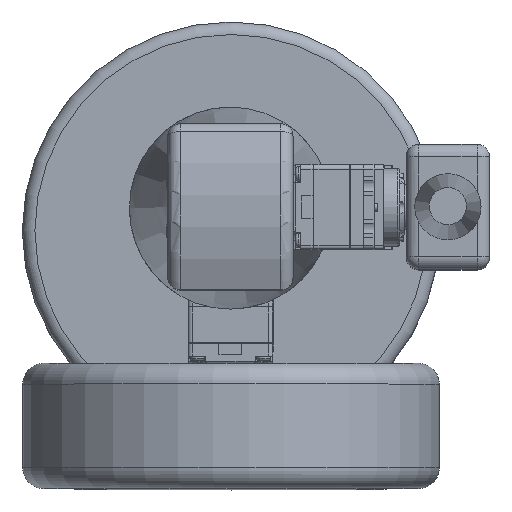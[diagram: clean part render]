
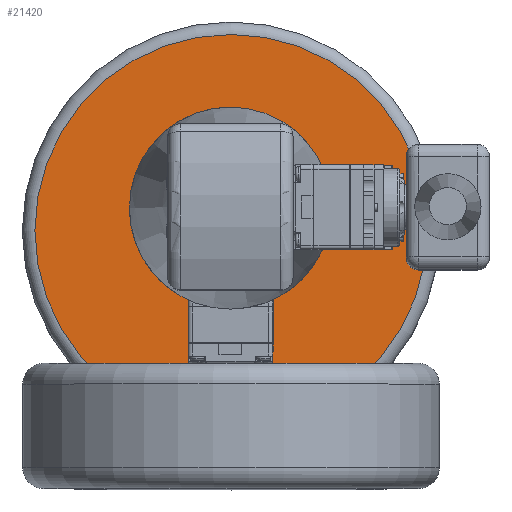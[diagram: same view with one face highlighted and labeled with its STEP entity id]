
A CAD part, top view. The second image highlights one B-rep face of the part: STEP entity #21420.
In plain terms, the highlighted planar face has unit normal (0, 0, 1).
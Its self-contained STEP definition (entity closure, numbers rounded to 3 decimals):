
#859=FACE_BOUND('',#6618,.T.);
#1436=LINE('',#33103,#3512);
#1441=LINE('',#33132,#3517);
#3512=VECTOR('',#26350,10.);
#3517=VECTOR('',#26389,10.);
#5372=FACE_OUTER_BOUND('',#6617,.T.);
#6617=EDGE_LOOP('',(#15549));
#6618=EDGE_LOOP('',(#15550,#15551,#15552,#15553));
#7855=CIRCLE('',#22997,5.);
#7858=CIRCLE('',#23002,5.);
#7859=CIRCLE('',#23004,47.);
#9140=VERTEX_POINT('',#33100);
#9141=VERTEX_POINT('',#33102);
#9143=VERTEX_POINT('',#33110);
#9145=VERTEX_POINT('',#33118);
#9146=VERTEX_POINT('',#33122);
#11519=EDGE_CURVE('',#9141,#9140,#1436,.T.);
#11523=EDGE_CURVE('',#9141,#9143,#7855,.F.);
#11527=EDGE_CURVE('',#9145,#9140,#7858,.F.);
#11529=EDGE_CURVE('',#9146,#9146,#7859,.T.);
#11534=EDGE_CURVE('',#9145,#9143,#1441,.T.);
#15549=ORIENTED_EDGE('',*,*,#11529,.F.);
#15550=ORIENTED_EDGE('',*,*,#11534,.T.);
#15551=ORIENTED_EDGE('',*,*,#11523,.F.);
#15552=ORIENTED_EDGE('',*,*,#11519,.T.);
#15553=ORIENTED_EDGE('',*,*,#11527,.F.);
#20646=PLANE('',#23009);
#21420=ADVANCED_FACE('',(#5372,#859),#20646,.T.);
#22997=AXIS2_PLACEMENT_3D('',#33111,#26360,#26361);
#23002=AXIS2_PLACEMENT_3D('',#33119,#26371,#26372);
#23004=AXIS2_PLACEMENT_3D('',#33123,#26376,#26377);
#23009=AXIS2_PLACEMENT_3D('',#33131,#26387,#26388);
#26350=DIRECTION('',(1.,0.,0.));
#26360=DIRECTION('center_axis',(0.,0.,-1.));
#26361=DIRECTION('ref_axis',(-0.707,0.707,0.));
#26371=DIRECTION('center_axis',(0.,0.,-1.));
#26372=DIRECTION('ref_axis',(0.707,-0.707,0.));
#26376=DIRECTION('center_axis',(0.,0.,-1.));
#26377=DIRECTION('ref_axis',(1.,0.,0.));
#26387=DIRECTION('center_axis',(0.,0.,1.));
#26388=DIRECTION('ref_axis',(1.,0.,0.));
#26389=DIRECTION('',(-1.,0.,0.));
#33100=CARTESIAN_POINT('',(15.,5.,10.));
#33102=CARTESIAN_POINT('',(-15.,5.,10.));
#33103=CARTESIAN_POINT('',(0.,5.,10.));
#33110=CARTESIAN_POINT('',(-15.,-5.,10.));
#33111=CARTESIAN_POINT('Origin',(-15.,0.,10.));
#33118=CARTESIAN_POINT('',(15.,-5.,10.));
#33119=CARTESIAN_POINT('Origin',(15.,0.,10.));
#33122=CARTESIAN_POINT('',(-47.,0.,10.));
#33123=CARTESIAN_POINT('Origin',(0.,0.,10.));
#33131=CARTESIAN_POINT('Origin',(0.,0.,10.));
#33132=CARTESIAN_POINT('',(0.,-5.,10.));
